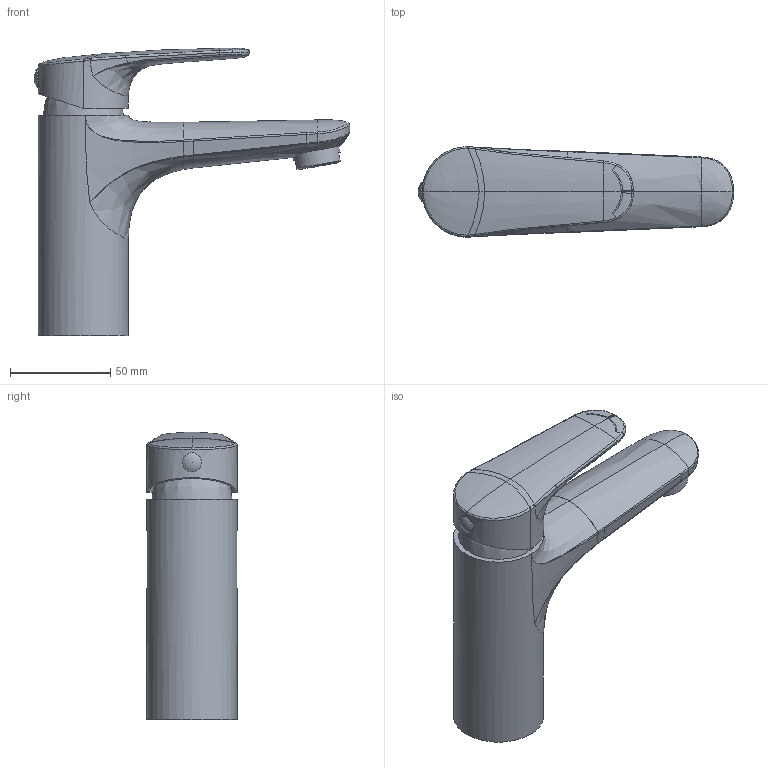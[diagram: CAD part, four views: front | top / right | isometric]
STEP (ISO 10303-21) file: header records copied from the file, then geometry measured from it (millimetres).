
FILE_DESCRIPTION(/* description */ (''),/* implementation_level */ '2;1');
FILE_NAME(/* name */ '3D_TVW105001110_O.NovoStart.step',/* time_stamp */ '2022-11-29T14:27:28+01:00',/* author */ (''),/* organization */ (''),/* preprocessor_version */ 'ST-DEVELOPER v19.2',/* originating_system */ 'Autodesk Translation Framework v11.17.0.187',/* authorisation */ '');
FILE_SCHEMA (('AUTOMOTIVE_DESIGN { 1 0 10303 214 3 1 1 }'));
Length unit declared in the file: millimetre
Products named in the file (21): (Nicht gespeichert); 80T128072DQ_AF0; Komponente19; J14350SD01_AF0; 8YG168052_AF1; 8ZG97000_AF1; 80P35WNT2; Komponente20; 8EM5X5_AF2; 80N81050_AF2; M24021CRNP4_AF1_ASM; 24X1-03_AF3; 24X1-02_AF3; 24X1-01_AF3; 8J42X25_AF1; 81T128072; 1-2_ASM; 8JT00057; 8J19X2A; 8SJ1A200; 8NM1A200
Assembly tree (20 placements, depth 3):
  (Nicht gespeichert)
    80T128072DQ_AF0
      Komponente19
    J14350SD01_AF0
    8YG168052_AF1
    8ZG97000_AF1
    80P35WNT2
      Komponente20
    8EM5X5_AF2
    80N81050_AF2
    M24021CRNP4_AF1_ASM
      24X1-03_AF3
      24X1-02_AF3
      24X1-01_AF3
    8J42X25_AF1
    81T128072
    1-2_ASM
      8JT00057
      8J19X2A
      8SJ1A200
      8NM1A200
Bounding box: 157.5 x 45 x 143.53 mm (x, y, z)
Volume: 256813.3 mm3; surface area: 47178.7 mm2
Topology: 4 solids, 6 shells, 197 faces, 467 edges, 281 vertices
Faces by surface type: bspline 120, plane 33, cylinder 29, cone 10, torus 4, sphere 1
Full cylindrical faces by diameter (mm): 5.2 x1, 7 x1, 9.5 x1, 16.2 x1, 17.4 x1, 18 x1, 20 x1, 21 x1, 22.3 x1, 23.5 x2, 25 x1, 33.5 x1, 35.8 x1, 45 x1
Entity records: 19794 total; most frequent: CARTESIAN_POINT 15403, ORIENTED_EDGE 909, DIRECTION 674, EDGE_CURVE 462, AXIS2_PLACEMENT_3D 295, VERTEX_POINT 281, EDGE_LOOP 215, B_SPLINE_CURVE_WITH_KNOTS 198
